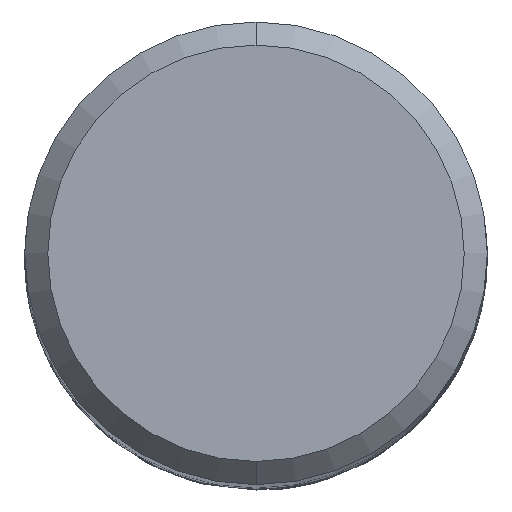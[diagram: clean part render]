
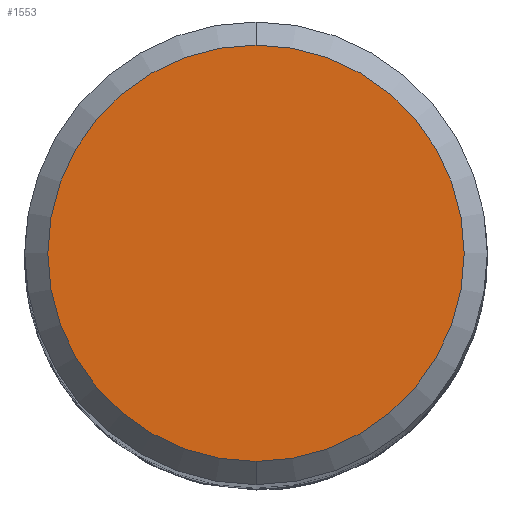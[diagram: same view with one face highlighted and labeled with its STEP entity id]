
A CAD part, top view. The second image highlights one B-rep face of the part: STEP entity #1553.
In plain terms, the highlighted planar face has unit normal (0, 0, 1).
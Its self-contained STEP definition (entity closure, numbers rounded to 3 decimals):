
#859=VERTEX_POINT('',#1923);
#931=EDGE_CURVE('',#1091,#859,#1998,.T.);
#1091=VERTEX_POINT('',#2171);
#1187=EDGE_CURVE('',#859,#1091,#2279,.T.);
#1553=ADVANCED_FACE('',(#2681),#2682,.T.);
#1923=CARTESIAN_POINT('',(0.,-4.5,0.0));
#1998=CIRCLE('',#6388,4.5);
#2171=CARTESIAN_POINT('',(0.0,4.5,0.0));
#2279=CIRCLE('',#7961,4.5);
#2681=FACE_OUTER_BOUND('',#11114,.T.);
#2682=PLANE('',#11115);
#6388=AXIS2_PLACEMENT_3D('',#11557,#11558,#11559);
#7961=AXIS2_PLACEMENT_3D('',#11842,#11843,#11844);
#11114=EDGE_LOOP('',(#12308,#12309));
#11115=AXIS2_PLACEMENT_3D('',#12310,#12311,#12312);
#11557=CARTESIAN_POINT('',(0.0,0.0,0.0));
#11558=DIRECTION('',(0.0,0.0,-1.0));
#11559=DIRECTION('',(0.0,1.0,0.0));
#11842=CARTESIAN_POINT('',(0.0,0.0,0.0));
#11843=DIRECTION('',(0.0,0.0,-1.0));
#11844=DIRECTION('',(0.0,1.0,0.0));
#12308=ORIENTED_EDGE('',*,*,#931,.F.);
#12309=ORIENTED_EDGE('',*,*,#1187,.F.);
#12310=CARTESIAN_POINT('',(0.0,2.25,0.0));
#12311=DIRECTION('',(-0.0,0.0,1.0));
#12312=DIRECTION('',(0.0,-1.0,0.0));
